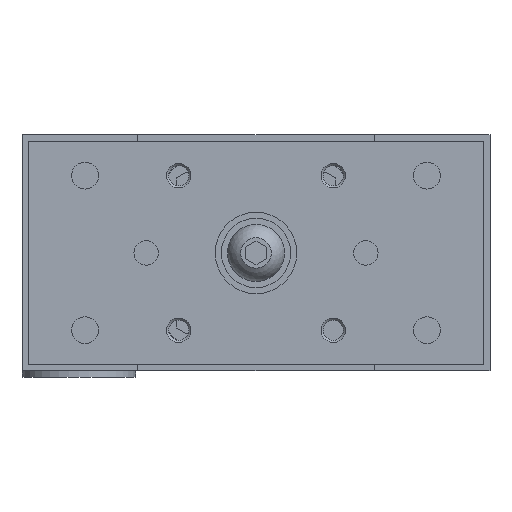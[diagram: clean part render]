
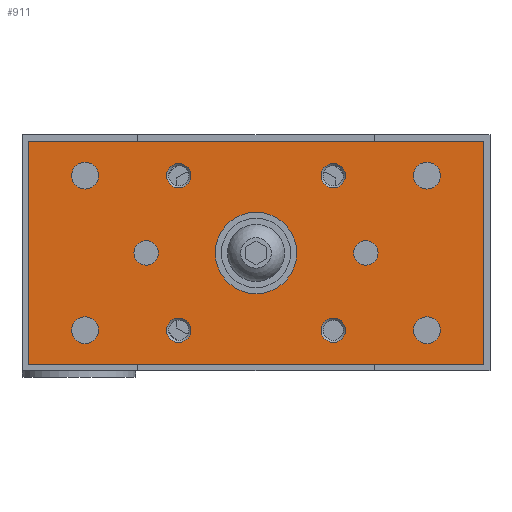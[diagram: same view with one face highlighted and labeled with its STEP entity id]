
A CAD part, left-side view. The second image highlights one B-rep face of the part: STEP entity #911.
In plain terms, the highlighted planar face has unit normal (-1, 0, 0).
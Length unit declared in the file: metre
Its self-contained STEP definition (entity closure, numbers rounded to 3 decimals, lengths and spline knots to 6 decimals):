
#911 = ADVANCED_FACE( '', ( #2106, #2107, #2108, #2109, #2110, #2111, #2112, #2113, #2114, #2115, #2116, #2117 ), #2118, .F. );
#2106 = FACE_BOUND( '', #3494, .T. );
#2107 = FACE_BOUND( '', #3495, .T. );
#2108 = FACE_BOUND( '', #3496, .T. );
#2109 = FACE_BOUND( '', #3497, .T. );
#2110 = FACE_BOUND( '', #3498, .T. );
#2111 = FACE_BOUND( '', #3499, .T. );
#2112 = FACE_BOUND( '', #3500, .T. );
#2113 = FACE_BOUND( '', #3501, .T. );
#2114 = FACE_BOUND( '', #3502, .T. );
#2115 = FACE_BOUND( '', #3503, .T. );
#2116 = FACE_BOUND( '', #3504, .T. );
#2117 = FACE_OUTER_BOUND( '', #3505, .T. );
#2118 = PLANE( '', #3506 );
#3494 = EDGE_LOOP( '', ( #5794 ) );
#3495 = EDGE_LOOP( '', ( #5795 ) );
#3496 = EDGE_LOOP( '', ( #5796 ) );
#3497 = EDGE_LOOP( '', ( #5797 ) );
#3498 = EDGE_LOOP( '', ( #5798 ) );
#3499 = EDGE_LOOP( '', ( #5799 ) );
#3500 = EDGE_LOOP( '', ( #5800 ) );
#3501 = EDGE_LOOP( '', ( #5801 ) );
#3502 = EDGE_LOOP( '', ( #5802 ) );
#3503 = EDGE_LOOP( '', ( #5803 ) );
#3504 = EDGE_LOOP( '', ( #5804 ) );
#3505 = EDGE_LOOP( '', ( #5805, #5806, #5807, #5808 ) );
#3506 = AXIS2_PLACEMENT_3D( '', #5809, #5810, #5811 );
#5794 = ORIENTED_EDGE( '', *, *, #6974, .T. );
#5795 = ORIENTED_EDGE( '', *, *, #7284, .T. );
#5796 = ORIENTED_EDGE( '', *, *, #6931, .F. );
#5797 = ORIENTED_EDGE( '', *, *, #7265, .F. );
#5798 = ORIENTED_EDGE( '', *, *, #7378, .T. );
#5799 = ORIENTED_EDGE( '', *, *, #6642, .F. );
#5800 = ORIENTED_EDGE( '', *, *, #7047, .T. );
#5801 = ORIENTED_EDGE( '', *, *, #7349, .T. );
#5802 = ORIENTED_EDGE( '', *, *, #7352, .F. );
#5803 = ORIENTED_EDGE( '', *, *, #7379, .F. );
#5804 = ORIENTED_EDGE( '', *, *, #7263, .T. );
#5805 = ORIENTED_EDGE( '', *, *, #7380, .T. );
#5806 = ORIENTED_EDGE( '', *, *, #6951, .T. );
#5807 = ORIENTED_EDGE( '', *, *, #7052, .T. );
#5808 = ORIENTED_EDGE( '', *, *, #7355, .T. );
#5809 = CARTESIAN_POINT( '', ( -0.022, -0.056, -0.0565 ) );
#5810 = DIRECTION( '', ( 1., 0., 0. ) );
#5811 = DIRECTION( '', ( 0., 1., 0. ) );
#6642 = EDGE_CURVE( '', #7675, #7675, #7676, .T. );
#6931 = EDGE_CURVE( '', #8139, #8139, #8140, .T. );
#6951 = EDGE_CURVE( '', #8174, #8172, #8175, .T. );
#6974 = EDGE_CURVE( '', #8210, #8210, #8211, .T. );
#7047 = EDGE_CURVE( '', #8317, #8317, #8318, .T. );
#7052 = EDGE_CURVE( '', #8172, #8324, #8326, .T. );
#7263 = EDGE_CURVE( '', #8631, #8631, #8632, .T. );
#7265 = EDGE_CURVE( '', #8634, #8634, #8635, .T. );
#7284 = EDGE_CURVE( '', #8661, #8661, #8662, .T. );
#7349 = EDGE_CURVE( '', #8748, #8748, #8749, .T. );
#7352 = EDGE_CURVE( '', #8753, #8753, #8754, .T. );
#7355 = EDGE_CURVE( '', #8324, #8756, #8758, .T. );
#7378 = EDGE_CURVE( '', #8786, #8786, #8787, .T. );
#7379 = EDGE_CURVE( '', #8788, #8788, #8789, .T. );
#7380 = EDGE_CURVE( '', #8756, #8174, #8790, .T. );
#7675 = VERTEX_POINT( '', #9133 );
#7676 = CIRCLE( '', #9134, 0.003 );
#8139 = VERTEX_POINT( '', #9792 );
#8140 = CIRCLE( '', #9793, 0.003 );
#8172 = VERTEX_POINT( '', #9832 );
#8174 = VERTEX_POINT( '', #9835 );
#8175 = LINE( '', #9836, #9837 );
#8210 = VERTEX_POINT( '', #9885 );
#8211 = CIRCLE( '', #9886, 0.01 );
#8317 = VERTEX_POINT( '', #10051 );
#8318 = CIRCLE( '', #10052, 0.003 );
#8324 = VERTEX_POINT( '', #10059 );
#8326 = LINE( '', #10062, #10063 );
#8631 = VERTEX_POINT( '', #10525 );
#8632 = CIRCLE( '', #10526, 0.0033 );
#8634 = VERTEX_POINT( '', #10528 );
#8635 = CIRCLE( '', #10529, 0.003 );
#8661 = VERTEX_POINT( '', #10620 );
#8662 = CIRCLE( '', #10621, 0.003 );
#8748 = VERTEX_POINT( '', #10869 );
#8749 = CIRCLE( '', #10870, 0.0033 );
#8753 = VERTEX_POINT( '', #10874 );
#8754 = CIRCLE( '', #10875, 0.0033 );
#8756 = VERTEX_POINT( '', #10877 );
#8758 = LINE( '', #10880, #10881 );
#8786 = VERTEX_POINT( '', #10912 );
#8787 = CIRCLE( '', #10913, 0.003 );
#8788 = VERTEX_POINT( '', #10914 );
#8789 = CIRCLE( '', #10915, 0.0033 );
#8790 = LINE( '', #10916, #10917 );
#9133 = CARTESIAN_POINT( '', ( -0.022, -0.027, -0.032 ) );
#9134 = AXIS2_PLACEMENT_3D( '', #11356, #11357, #11358 );
#9792 = CARTESIAN_POINT( '', ( -0.022, 0.019, -0.045 ) );
#9793 = AXIS2_PLACEMENT_3D( '', #11761, #11762, #11763 );
#9832 = CARTESIAN_POINT( '', ( -0.022, 0.056, -0.0015 ) );
#9835 = CARTESIAN_POINT( '', ( -0.022, -0.056, -0.0015 ) );
#9836 = CARTESIAN_POINT( '', ( -0.022, -0.056, -0.0015 ) );
#9837 = VECTOR( '', #11787, 1. );
#9885 = CARTESIAN_POINT( '', ( -0.022, 0., -0.039 ) );
#9886 = AXIS2_PLACEMENT_3D( '', #11810, #11811, #11812 );
#10051 = CARTESIAN_POINT( '', ( -0.022, 0.027, -0.032 ) );
#10052 = AXIS2_PLACEMENT_3D( '', #11899, #11900, #11901 );
#10059 = CARTESIAN_POINT( '', ( -0.022, 0.056, -0.0565 ) );
#10062 = CARTESIAN_POINT( '', ( -0.022, 0.056, -0.0015 ) );
#10063 = VECTOR( '', #11907, 1. );
#10525 = CARTESIAN_POINT( '', ( -0.022, 0.042, -0.0067 ) );
#10526 = AXIS2_PLACEMENT_3D( '', #12150, #12151, #12152 );
#10528 = CARTESIAN_POINT( '', ( -0.022, -0.019, -0.013 ) );
#10529 = AXIS2_PLACEMENT_3D( '', #12153, #12154, #12155 );
#10620 = CARTESIAN_POINT( '', ( -0.022, -0.019, -0.045 ) );
#10621 = AXIS2_PLACEMENT_3D( '', #12174, #12175, #12176 );
#10869 = CARTESIAN_POINT( '', ( -0.022, -0.042, -0.0513 ) );
#10870 = AXIS2_PLACEMENT_3D( '', #12240, #12241, #12242 );
#10874 = CARTESIAN_POINT( '', ( -0.022, 0.042, -0.0513 ) );
#10875 = AXIS2_PLACEMENT_3D( '', #12246, #12247, #12248 );
#10877 = CARTESIAN_POINT( '', ( -0.022, -0.056, -0.0565 ) );
#10880 = CARTESIAN_POINT( '', ( -0.022, 0.056, -0.0565 ) );
#10881 = VECTOR( '', #12250, 1. );
#10912 = CARTESIAN_POINT( '', ( -0.022, 0.019, -0.013 ) );
#10913 = AXIS2_PLACEMENT_3D( '', #12269, #12270, #12271 );
#10914 = CARTESIAN_POINT( '', ( -0.022, -0.042, -0.0067 ) );
#10915 = AXIS2_PLACEMENT_3D( '', #12272, #12273, #12274 );
#10916 = CARTESIAN_POINT( '', ( -0.022, -0.056, -0.0565 ) );
#10917 = VECTOR( '', #12275, 1. );
#11356 = CARTESIAN_POINT( '', ( -0.022, -0.027, -0.029 ) );
#11357 = DIRECTION( '', ( -1., 0., 0. ) );
#11358 = DIRECTION( '', ( 0., 0., -1. ) );
#11761 = CARTESIAN_POINT( '', ( -0.022, 0.019, -0.048 ) );
#11762 = DIRECTION( '', ( -1., 0., 0. ) );
#11763 = DIRECTION( '', ( 0., 0., 1. ) );
#11787 = DIRECTION( '', ( 0., 1., 0. ) );
#11810 = CARTESIAN_POINT( '', ( -0.022, 0., -0.029 ) );
#11811 = DIRECTION( '', ( 1., 0., 0. ) );
#11812 = DIRECTION( '', ( 0., 0., -1. ) );
#11899 = CARTESIAN_POINT( '', ( -0.022, 0.027, -0.029 ) );
#11900 = DIRECTION( '', ( 1., 0., 0. ) );
#11901 = DIRECTION( '', ( 0., 0., -1. ) );
#11907 = DIRECTION( '', ( 0., 0., -1. ) );
#12150 = CARTESIAN_POINT( '', ( -0.022, 0.042, -0.01 ) );
#12151 = DIRECTION( '', ( 1., 0., 0. ) );
#12152 = DIRECTION( '', ( 0., 0., 1. ) );
#12153 = CARTESIAN_POINT( '', ( -0.022, -0.019, -0.01 ) );
#12154 = DIRECTION( '', ( -1., 0., 0. ) );
#12155 = DIRECTION( '', ( 0., 0., -1. ) );
#12174 = CARTESIAN_POINT( '', ( -0.022, -0.019, -0.048 ) );
#12175 = DIRECTION( '', ( 1., 0., 0. ) );
#12176 = DIRECTION( '', ( 0., 0., 1. ) );
#12240 = CARTESIAN_POINT( '', ( -0.022, -0.042, -0.048 ) );
#12241 = DIRECTION( '', ( 1., 0., 0. ) );
#12242 = DIRECTION( '', ( 0., 0., -1. ) );
#12246 = CARTESIAN_POINT( '', ( -0.022, 0.042, -0.048 ) );
#12247 = DIRECTION( '', ( -1., 0., 0. ) );
#12248 = DIRECTION( '', ( 0., 0., -1. ) );
#12250 = DIRECTION( '', ( 0., -1., 0. ) );
#12269 = CARTESIAN_POINT( '', ( -0.022, 0.019, -0.01 ) );
#12270 = DIRECTION( '', ( 1., 0., 0. ) );
#12271 = DIRECTION( '', ( 0., 0., -1. ) );
#12272 = CARTESIAN_POINT( '', ( -0.022, -0.042, -0.01 ) );
#12273 = DIRECTION( '', ( -1., 0., 0. ) );
#12274 = DIRECTION( '', ( 0., 0., 1. ) );
#12275 = DIRECTION( '', ( 0., 0., 1. ) );
